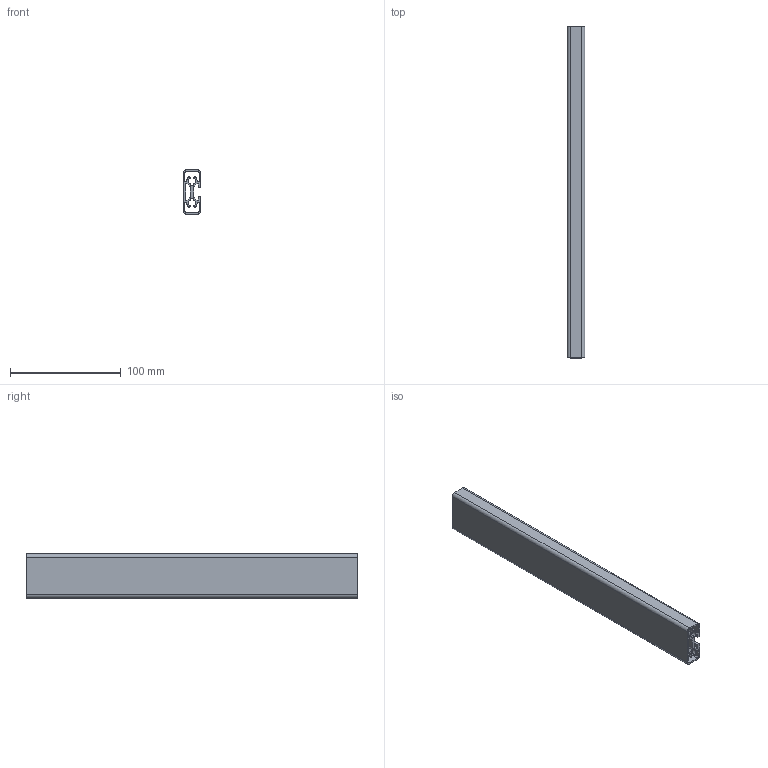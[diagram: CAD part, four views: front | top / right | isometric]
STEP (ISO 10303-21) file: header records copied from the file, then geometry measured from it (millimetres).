
FILE_DESCRIPTION (( 'STEP AP214' ), '1' );
FILE_NAME ('1728152551507.step', '2024-10-05T18:22:54', ( 'Windows User' ), ( '' ), 'SwSTEP 2.0', 'SolidWorks 2011', '' );
FILE_SCHEMA (( 'AUTOMOTIVE_DESIGN' ));
Length unit declared in the file: millimetre
Products named in the file (2): 1.10.016040.14LPx300.00(1); 1728152551507
Assembly tree (1 placements, depth 2):
  1728152551507
    1.10.016040.14LPx300.00(1)
Bounding box: 16 x 300 x 40 mm (x, y, z)
Volume: 79675.9 mm3; surface area: 88428 mm2
Topology: 1 solids, 1 shells, 88 faces, 258 edges, 172 vertices
Faces by surface type: cylinder 54, plane 34
Entity records: 3048 total; most frequent: DIRECTION 550, CARTESIAN_POINT 522, ORIENTED_EDGE 516, EDGE_CURVE 258, AXIS2_PLACEMENT_3D 200, VERTEX_POINT 172, LINE 150, VECTOR 150
